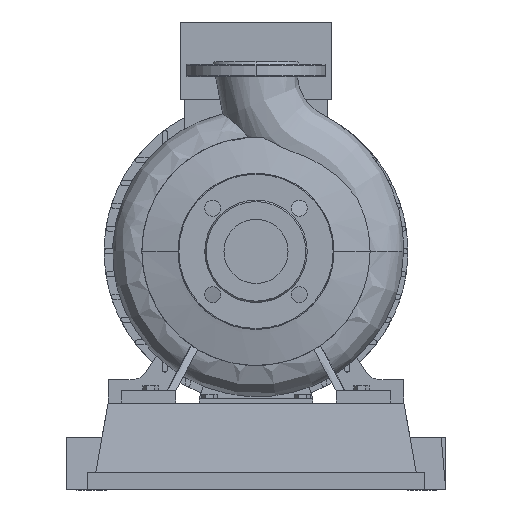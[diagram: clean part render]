
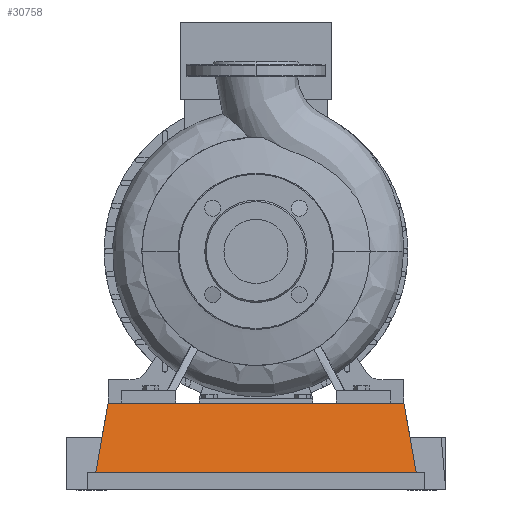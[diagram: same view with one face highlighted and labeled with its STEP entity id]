
A CAD part, left-side view. The second image highlights one B-rep face of the part: STEP entity #30758.
In plain terms, the highlighted planar face has unit normal (-0.985, 0, 0.174).
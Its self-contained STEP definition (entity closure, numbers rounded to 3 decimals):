
#28643=CARTESIAN_POINT('',(-77.5,-190.,20.6));
#28644=VERTEX_POINT('',#28643);
#28651=CARTESIAN_POINT('',(-77.5,190.0,20.6));
#28652=VERTEX_POINT('',#28651);
#28653=CARTESIAN_POINT('',(-77.5,-190.,20.6));
#28654=DIRECTION('',(0.0,1.0,0.0));
#28655=VECTOR('',#28654,380.0);
#28656=LINE('',#28653,#28655);
#28657=EDGE_CURVE('',#28644,#28652,#28656,.T.);
#30492=CARTESIAN_POINT('',(-62.971,-175.471,103.0));
#30493=VERTEX_POINT('',#30492);
#30500=CARTESIAN_POINT('',(-77.5,-190.,20.6));
#30501=DIRECTION('',(0.171,0.171,0.97));
#30502=VECTOR('',#30501,84.923);
#30503=LINE('',#30500,#30502);
#30504=EDGE_CURVE('',#28644,#30493,#30503,.T.);
#30735=CARTESIAN_POINT('',(-77.5,-190.,20.6));
#30736=DIRECTION('',(-0.985,0.,0.174));
#30737=DIRECTION('',(0.0,-1.0,0.0));
#30738=AXIS2_PLACEMENT_3D('',#30735,#30736,#30737);
#30739=PLANE('',#30738);
#30740=CARTESIAN_POINT('',(-62.971,175.471,103.0));
#30741=VERTEX_POINT('',#30740);
#30742=CARTESIAN_POINT('',(-62.971,-175.471,103.0));
#30743=DIRECTION('',(0.0,1.0,0.0));
#30744=VECTOR('',#30743,350.941);
#30745=LINE('',#30742,#30744);
#30746=EDGE_CURVE('',#30493,#30741,#30745,.T.);
#30747=ORIENTED_EDGE('',*,*,#30746,.T.);
#30748=CARTESIAN_POINT('',(-77.5,190.0,20.6));
#30749=DIRECTION('',(0.171,-0.171,0.97));
#30750=VECTOR('',#30749,84.923);
#30751=LINE('',#30748,#30750);
#30752=EDGE_CURVE('',#28652,#30741,#30751,.T.);
#30753=ORIENTED_EDGE('',*,*,#30752,.F.);
#30754=ORIENTED_EDGE('',*,*,#28657,.F.);
#30755=ORIENTED_EDGE('',*,*,#30504,.T.);
#30756=EDGE_LOOP('',(#30747,#30753,#30754,#30755));
#30757=FACE_OUTER_BOUND('',#30756,.T.);
#30758=ADVANCED_FACE('',(#30757),#30739,.T.);
